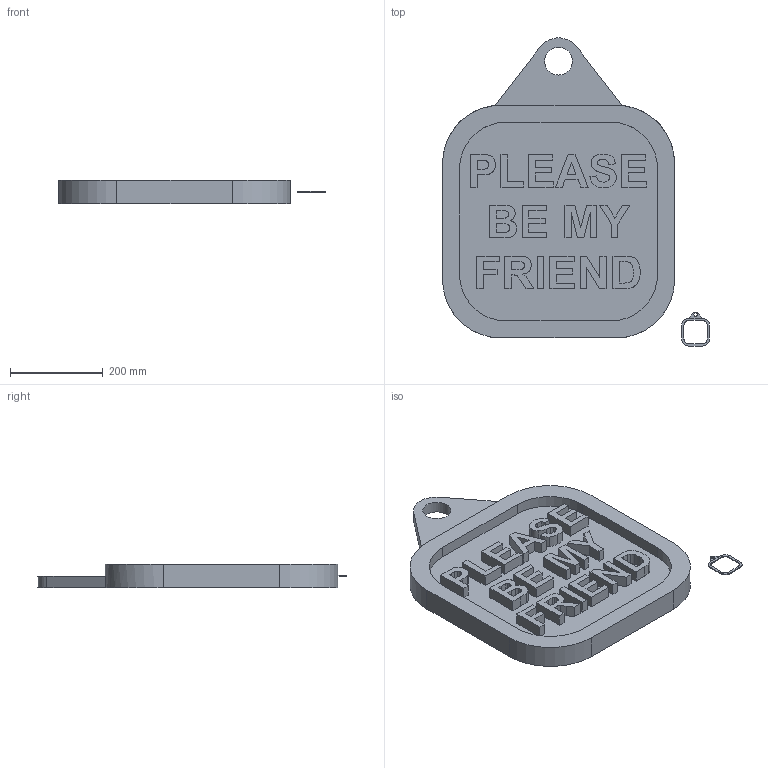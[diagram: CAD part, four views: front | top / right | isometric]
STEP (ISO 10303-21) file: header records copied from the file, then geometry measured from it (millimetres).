
FILE_DESCRIPTION(/* description */ ('','CAx-IF Rec.Pracs.---Representation and Presentation of Product Manufacturing Information (PMI)---4.0---2014-10-13'),/* implementation_level */ '2;1');
FILE_NAME(/* name */ 'Please Be My Friend Keychain.step',/* time_stamp */ '2024-12-25T07:51:48+07:00',/* author */ (''),/* organization */ (''),/* preprocessor_version */ 'ST-DEVELOPER v20',/* originating_system */ 'Autodesk Translation Framework v13.20.0.188',/* authorisation */ '');
FILE_SCHEMA (('AP242_MANAGED_MODEL_BASED_3D_ENGINEERING_MIM_LF { 1 0 10303 442 1 1 4 }'));
Length unit declared in the file: millimetre
Products named in the file (1): Please Be My Friend Keychain
Bounding box: 575.27 x 663.82 x 50 mm (x, y, z)
Volume: 8904743.5 mm3; surface area: 867073.7 mm2
Topology: 18 solids, 18 shells, 325 faces, 860 edges, 572 vertices
Faces by surface type: plane 208, bspline 97, cylinder 20
Full cylindrical faces by diameter (mm): 7 x1, 60 x1
Entity records: 10931 total; most frequent: CARTESIAN_POINT 3434, ORIENTED_EDGE 1720, DIRECTION 1163, EDGE_CURVE 860, LINE 621, VECTOR 621, VERTEX_POINT 572, EDGE_LOOP 344
